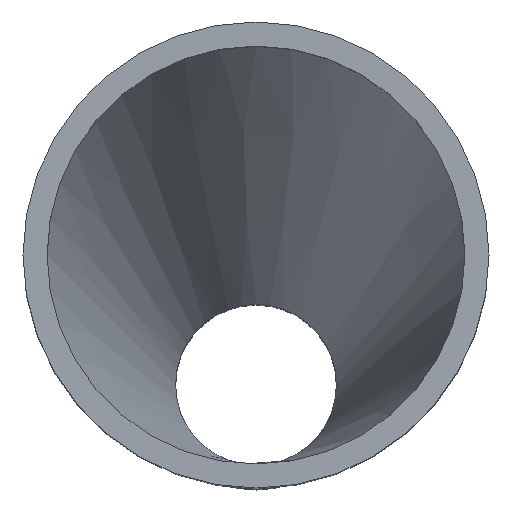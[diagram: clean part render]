
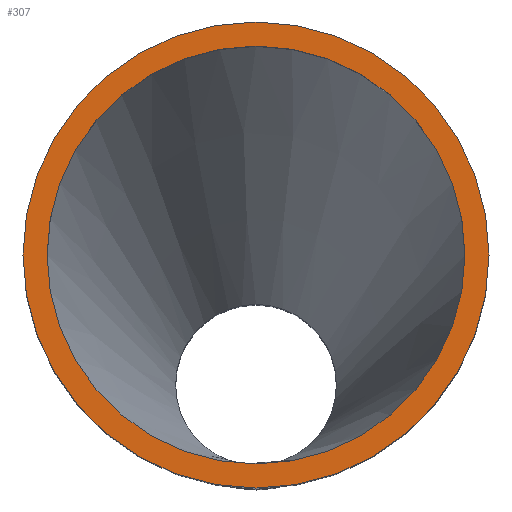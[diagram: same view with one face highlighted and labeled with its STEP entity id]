
A CAD part, top view. The second image highlights one B-rep face of the part: STEP entity #307.
In plain terms, the highlighted planar face has unit normal (0, 0, 1).
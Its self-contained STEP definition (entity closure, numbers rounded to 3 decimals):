
#272=CARTESIAN_POINT('',(-13.0,8.,70.0));
#273=VERTEX_POINT('',#272);
#274=CARTESIAN_POINT('',(0.0,8.,70.0));
#275=DIRECTION('',(0.0,0.0,-1.0));
#276=DIRECTION('',(-1.0,0.0,0.0));
#277=AXIS2_PLACEMENT_3D('',#274,#275,#276);
#278=CIRCLE('',#277,13.0);
#279=EDGE_CURVE('',#273,#273,#278,.T.);
#288=CARTESIAN_POINT('',(0.0,8.,70.0));
#289=DIRECTION('',(0.0,0.0,1.0));
#290=DIRECTION('',(1.0,0.0,0.0));
#291=AXIS2_PLACEMENT_3D('',#288,#289,#290);
#292=PLANE('',#291);
#293=CARTESIAN_POINT('',(14.5,8.,70.0));
#294=VERTEX_POINT('',#293);
#295=CARTESIAN_POINT('',(0.0,8.,70.0));
#296=DIRECTION('',(0.0,0.0,1.0));
#297=DIRECTION('',(1.0,0.0,0.0));
#298=AXIS2_PLACEMENT_3D('',#295,#296,#297);
#299=CIRCLE('',#298,14.5);
#300=EDGE_CURVE('',#294,#294,#299,.T.);
#301=ORIENTED_EDGE('',*,*,#300,.T.);
#302=EDGE_LOOP('',(#301));
#303=FACE_OUTER_BOUND('',#302,.T.);
#304=ORIENTED_EDGE('',*,*,#279,.T.);
#305=EDGE_LOOP('',(#304));
#306=FACE_BOUND('',#305,.T.);
#307=ADVANCED_FACE('',(#303,#306),#292,.T.);
